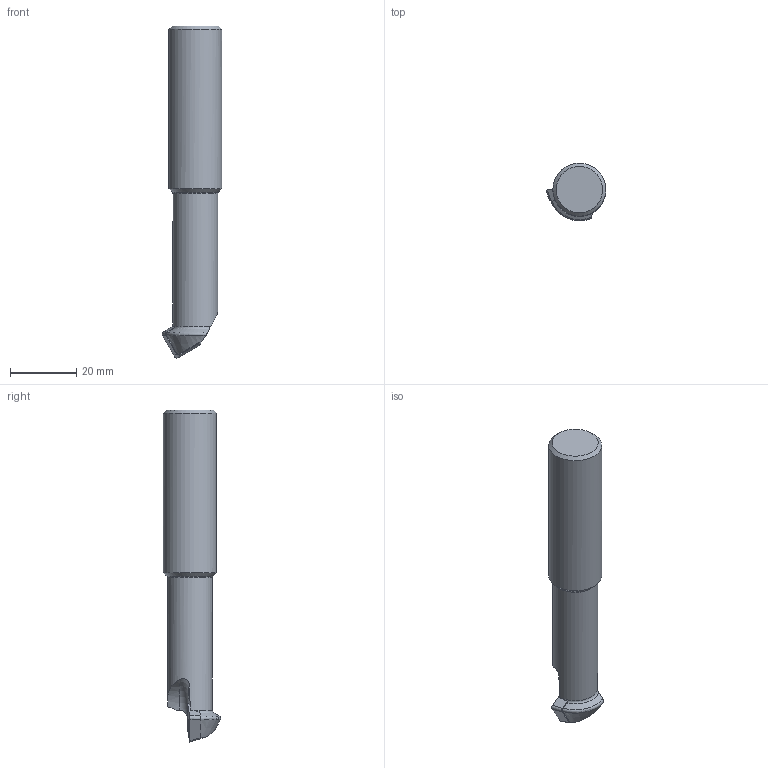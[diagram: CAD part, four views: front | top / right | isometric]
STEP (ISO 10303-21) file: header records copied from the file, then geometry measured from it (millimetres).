
FILE_DESCRIPTION(/* description */ (''),/* implementation_level */ '2;1');
FILE_NAME(/* name */ '1562060899780.stp',/* time_stamp */ '2019-07-02T15:18:34+06:00',/* author */ (''),/* organization */ ('SMS'),/* preprocessor_version */ 'ST-DEVELOPER v15',/* originating_system */ 'SIEMENS PLM Software NX 8.5',/* authorisation */ '');
FILE_SCHEMA (('AUTOMOTIVE_DESIGN { 1 0 10303 214 3 1 1 1 }'));
Length unit declared in the file: millimetre
Products named in the file (4): ASSEMBLY_CONSTRUCTION; 202410841mod000_00; 202442184mod000_00; 202442224mod000_00
Assembly tree (3 placements, depth 2):
  202442224mod000_00
    202442184mod000_00
    202410841mod000_00
    ASSEMBLY_CONSTRUCTION
Bounding box: 18.04 x 17.25 x 100 mm (x, y, z)
Volume: 16009.1 mm3; surface area: 5068.6 mm2
Topology: 2 solids, 2 shells, 92 faces, 242 edges, 164 vertices
Faces by surface type: plane 34, cone 14, bspline 14, extrusion 13, torus 8, cylinder 8, sphere 1
Full cylindrical faces by diameter (mm): 2.7 x1, 3 x1, 3.4 x1, 4.2 x1, 13.517 x1, 15.995 x1
Entity records: 4968 total; most frequent: CARTESIAN_POINT 2768, ORIENTED_EDGE 434, DIRECTION 366, EDGE_CURVE 217, AXIS2_PLACEMENT_3D 153, VERTEX_POINT 148, EDGE_LOOP 112, B_SPLINE_CURVE_WITH_KNOTS 108
